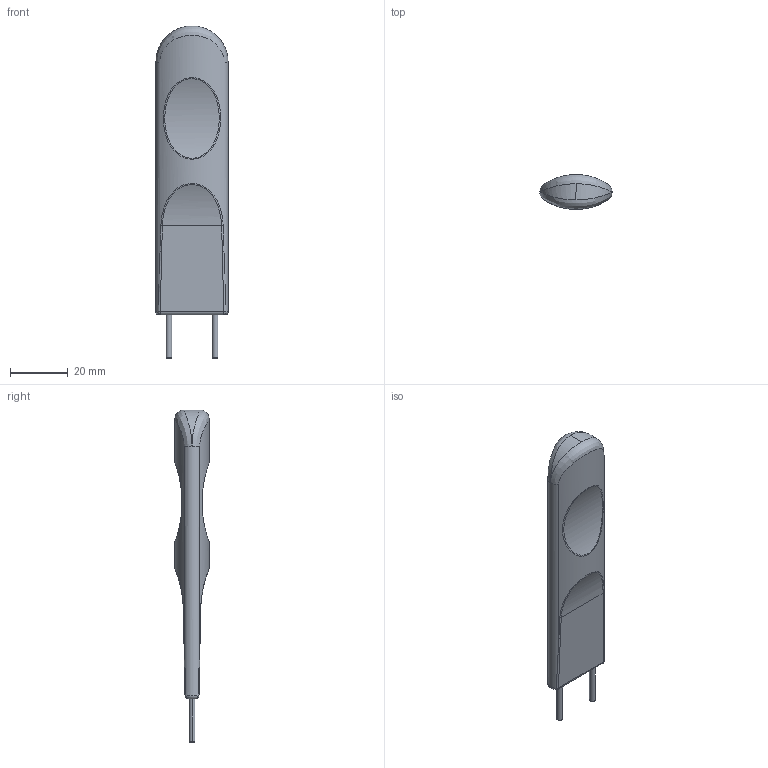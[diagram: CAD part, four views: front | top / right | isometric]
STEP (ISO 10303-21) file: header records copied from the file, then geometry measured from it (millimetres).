
FILE_DESCRIPTION (( 'STEP AP214' ), '1' );
FILE_NAME ('0942sL.STEP', '2014-08-19T08:44:28', ( '' ), ( '' ), 'SwSTEP 2.0', 'SolidWorks 2014', '' );
FILE_SCHEMA (( 'AUTOMOTIVE_DESIGN' ));
Length unit declared in the file: millimetre
Products named in the file (1): 0942sL
Bounding box: 25 x 12.02 x 115 mm (x, y, z)
Volume: 17638.7 mm3; surface area: 6140.9 mm2
Topology: 1 solids, 1 shells, 50 faces, 104 edges, 60 vertices
Faces by surface type: cylinder 18, bspline 16, plane 5, cone 4, sphere 4, torus 3
Entity records: 3413 total; most frequent: CARTESIAN_POINT 2391, ORIENTED_EDGE 208, DIRECTION 185, EDGE_CURVE 104, AXIS2_PLACEMENT_3D 82, VERTEX_POINT 60, EDGE_LOOP 54, FACE_OUTER_BOUND 50
